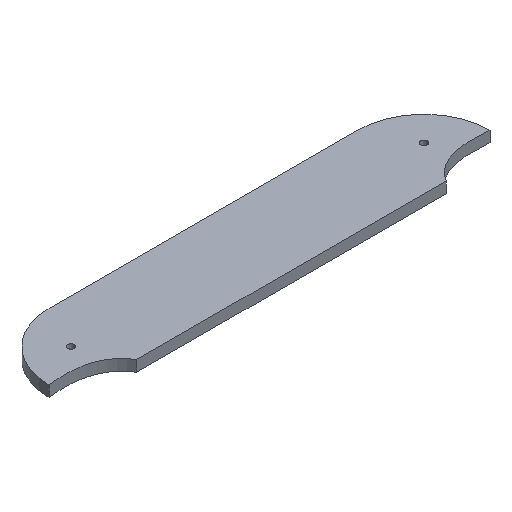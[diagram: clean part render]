
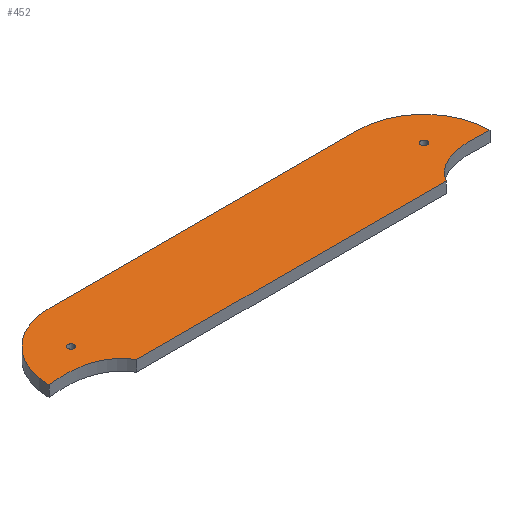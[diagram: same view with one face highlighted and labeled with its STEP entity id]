
A CAD part, isometric view. The second image highlights one B-rep face of the part: STEP entity #452.
In plain terms, the highlighted planar face has unit normal (0, 0, 1).
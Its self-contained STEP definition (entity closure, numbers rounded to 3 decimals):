
#9 = CIRCLE ( 'NONE', #209, 1.5 ) ;
#12 = DIRECTION ( 'NONE',  ( 1., 0., 0. ) ) ;
#13 = DIRECTION ( 'NONE',  ( 0., 0., 1. ) ) ;
#16 = AXIS2_PLACEMENT_3D ( 'NONE', #304, #13, #12 ) ;
#17 = B_SPLINE_CURVE_WITH_KNOTS ( 'NONE', 2,
 ( #293, #149, #439 ),
 .UNSPECIFIED., .F., .F.,
 ( 3, 3 ),
 ( 0., 0.383 ),
 .UNSPECIFIED. ) ;
#23 = ORIENTED_EDGE ( 'NONE', *, *, #309, .T. ) ;
#36 = CARTESIAN_POINT ( 'NONE',  ( 70., 70., 5. ) ) ;
#37 = EDGE_CURVE ( 'NONE', #86, #181, #17, .T. ) ;
#40 = CARTESIAN_POINT ( 'NONE',  ( -80., 80., 5. ) ) ;
#47 = ORIENTED_EDGE ( 'NONE', *, *, #375, .F. ) ;
#50 = PLANE ( 'NONE',  #176 ) ;
#53 = EDGE_LOOP ( 'NONE', ( #160, #346 ) ) ;
#60 = CIRCLE ( 'NONE', #16, 1.5 ) ;
#62 = ORIENTED_EDGE ( 'NONE', *, *, #74, .T. ) ;
#68 = CARTESIAN_POINT ( 'NONE',  ( -81.5, 80., 5. ) ) ;
#74 = EDGE_CURVE ( 'NONE', #242, #317, #322, .T. ) ;
#76 = ORIENTED_EDGE ( 'NONE', *, *, #117, .F. ) ;
#80 = CARTESIAN_POINT ( 'NONE',  ( 90., -90., 5. ) ) ;
#81 = CARTESIAN_POINT ( 'NONE',  ( 80., 80., 5. ) ) ;
#84 = FACE_OUTER_BOUND ( 'NONE', #303, .T. ) ;
#85 = CARTESIAN_POINT ( 'NONE',  ( -70.182, 60., 5. ) ) ;
#86 = VERTEX_POINT ( 'NONE', #300 ) ;
#91 = EDGE_CURVE ( 'NONE', #164, #242, #169, .T. ) ;
#97 = VECTOR ( 'NONE', #184, 1000. ) ;
#100 = AXIS2_PLACEMENT_3D ( 'NONE', #81, #154, #254 ) ;
#105 = EDGE_CURVE ( 'NONE', #429, #208, #229, .T. ) ;
#106 = ORIENTED_EDGE ( 'NONE', *, *, #91, .T. ) ;
#107 = DIRECTION ( 'NONE',  ( 0., 0., 1. ) ) ;
#110 = CARTESIAN_POINT ( 'NONE',  ( -80., 80., 5. ) ) ;
#117 = EDGE_CURVE ( 'NONE', #213, #344, #9, .T. ) ;
#119 = LINE ( 'NONE', #405, #446 ) ;
#123 = VERTEX_POINT ( 'NONE', #337 ) ;
#139 = CARTESIAN_POINT ( 'NONE',  ( -70., 100., 5. ) ) ;
#145 = DIRECTION ( 'NONE',  ( 1., 0., 0. ) ) ;
#148 = CARTESIAN_POINT ( 'NONE',  ( -70., 100., 5. ) ) ;
#149 = CARTESIAN_POINT ( 'NONE',  ( 77.621, 72.593, 5. ) ) ;
#154 = DIRECTION ( 'NONE',  ( 0., 0., 1. ) ) ;
#155 = ORIENTED_EDGE ( 'NONE', *, *, #37, .F. ) ;
#157 = CARTESIAN_POINT ( 'NONE',  ( 70., 100., 5. ) ) ;
#160 = ORIENTED_EDGE ( 'NONE', *, *, #105, .F. ) ;
#162 = EDGE_CURVE ( 'NONE', #123, #317, #188, .T. ) ;
#164 = VERTEX_POINT ( 'NONE', #157 ) ;
#169 = LINE ( 'NONE', #148, #97 ) ;
#176 = AXIS2_PLACEMENT_3D ( 'NONE', #80, #416, #336 ) ;
#177 = DIRECTION ( 'NONE',  ( 1., 0., 0. ) ) ;
#181 = VERTEX_POINT ( 'NONE', #352 ) ;
#184 = DIRECTION ( 'NONE',  ( -1., 0., 0. ) ) ;
#188 = B_SPLINE_CURVE_WITH_KNOTS ( 'NONE', 2,
 ( #85, #339, #266 ),
 .UNSPECIFIED., .F., .F.,
 ( 3, 3 ),
 ( 0.617, 1. ),
 .UNSPECIFIED. ) ;
#197 = CARTESIAN_POINT ( 'NONE',  ( 78.5, 80., 5. ) ) ;
#208 = VERTEX_POINT ( 'NONE', #197 ) ;
#209 = AXIS2_PLACEMENT_3D ( 'NONE', #40, #292, #145 ) ;
#211 = DIRECTION ( 'NONE',  ( 0., 0., 1. ) ) ;
#213 = VERTEX_POINT ( 'NONE', #388 ) ;
#215 = AXIS2_PLACEMENT_3D ( 'NONE', #110, #211, #177 ) ;
#229 = CIRCLE ( 'NONE', #100, 1.5 ) ;
#242 = VERTEX_POINT ( 'NONE', #139 ) ;
#249 = DIRECTION ( 'NONE',  ( -1., 0., 0. ) ) ;
#254 = DIRECTION ( 'NONE',  ( 1., 0., 0. ) ) ;
#260 = CARTESIAN_POINT ( 'NONE',  ( 81.5, 80., 5. ) ) ;
#264 = ORIENTED_EDGE ( 'NONE', *, *, #390, .F. ) ;
#266 = CARTESIAN_POINT ( 'NONE',  ( -100., 70., 5. ) ) ;
#285 = AXIS2_PLACEMENT_3D ( 'NONE', #36, #107, #366 ) ;
#287 = CIRCLE ( 'NONE', #215, 1.5 ) ;
#292 = DIRECTION ( 'NONE',  ( 0., 0., 1. ) ) ;
#293 = CARTESIAN_POINT ( 'NONE',  ( 100., 70., 5. ) ) ;
#300 = CARTESIAN_POINT ( 'NONE',  ( 100., 70., 5. ) ) ;
#303 = EDGE_LOOP ( 'NONE', ( #47, #155, #23, #106, #62, #427 ) ) ;
#304 = CARTESIAN_POINT ( 'NONE',  ( 80., 80., 5. ) ) ;
#309 = EDGE_CURVE ( 'NONE', #86, #164, #435, .T. ) ;
#311 = EDGE_LOOP ( 'NONE', ( #76, #264 ) ) ;
#317 = VERTEX_POINT ( 'NONE', #370 ) ;
#322 = CIRCLE ( 'NONE', #453, 30. ) ;
#335 = DIRECTION ( 'NONE',  ( -1., 0., 0. ) ) ;
#336 = DIRECTION ( 'NONE',  ( 1., 0., 0. ) ) ;
#337 = CARTESIAN_POINT ( 'NONE',  ( -70.182, 60., 5. ) ) ;
#339 = CARTESIAN_POINT ( 'NONE',  ( -77.621, 72.593, 5. ) ) ;
#344 = VERTEX_POINT ( 'NONE', #68 ) ;
#346 = ORIENTED_EDGE ( 'NONE', *, *, #443, .F. ) ;
#352 = CARTESIAN_POINT ( 'NONE',  ( 70.182, 60., 5. ) ) ;
#365 = FACE_BOUND ( 'NONE', #53, .T. ) ;
#366 = DIRECTION ( 'NONE',  ( -1., 0., 0. ) ) ;
#370 = CARTESIAN_POINT ( 'NONE',  ( -100., 70., 5. ) ) ;
#375 = EDGE_CURVE ( 'NONE', #181, #123, #119, .T. ) ;
#388 = CARTESIAN_POINT ( 'NONE',  ( -78.5, 80., 5. ) ) ;
#390 = EDGE_CURVE ( 'NONE', #344, #213, #287, .T. ) ;
#405 = CARTESIAN_POINT ( 'NONE',  ( -70.182, 60., 5. ) ) ;
#411 = CARTESIAN_POINT ( 'NONE',  ( -70., 70., 5. ) ) ;
#415 = FACE_BOUND ( 'NONE', #311, .T. ) ;
#416 = DIRECTION ( 'NONE',  ( 0., 0., 1. ) ) ;
#427 = ORIENTED_EDGE ( 'NONE', *, *, #162, .F. ) ;
#429 = VERTEX_POINT ( 'NONE', #260 ) ;
#435 = CIRCLE ( 'NONE', #285, 30. ) ;
#439 = CARTESIAN_POINT ( 'NONE',  ( 70.182, 60., 5. ) ) ;
#440 = DIRECTION ( 'NONE',  ( 0., 0., 1. ) ) ;
#443 = EDGE_CURVE ( 'NONE', #208, #429, #60, .T. ) ;
#446 = VECTOR ( 'NONE', #249, 1000. ) ;
#452 = ADVANCED_FACE ( 'NONE', ( #415, #365, #84 ), #50, .T. ) ;
#453 = AXIS2_PLACEMENT_3D ( 'NONE', #411, #440, #335 ) ;
